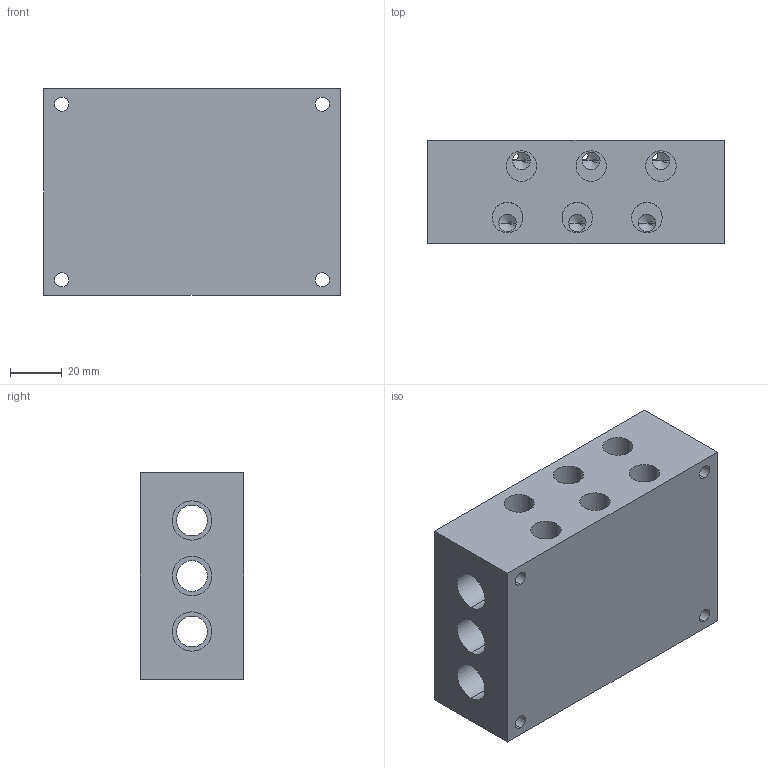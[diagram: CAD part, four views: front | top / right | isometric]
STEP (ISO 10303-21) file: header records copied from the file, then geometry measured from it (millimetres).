
FILE_DESCRIPTION (( 'STEP AP214' ), '1' );
FILE_NAME ('05_063_1.STEP', '2016-02-19T14:53:59', ( '' ), ( '' ), 'SwSTEP 2.0', 'SolidWorks 2016', '' );
FILE_SCHEMA (( 'AUTOMOTIVE_DESIGN' ));
Length unit declared in the file: millimetre
Products named in the file (1): 05_063_1
Bounding box: 115 x 40 x 80 mm (x, y, z)
Volume: 291077.6 mm3; surface area: 65901.6 mm2
Topology: 1 solids, 1 shells, 392 faces, 1035 edges, 622 vertices
Faces by surface type: cylinder 217, plane 91, cone 84
Entity records: 14642 total; most frequent: CARTESIAN_POINT 4372, DIRECTION 2024, ORIENTED_EDGE 1938, EDGE_CURVE 969, AXIS2_PLACEMENT_3D 776, VERTEX_POINT 622, EDGE_LOOP 509, VECTOR 472
